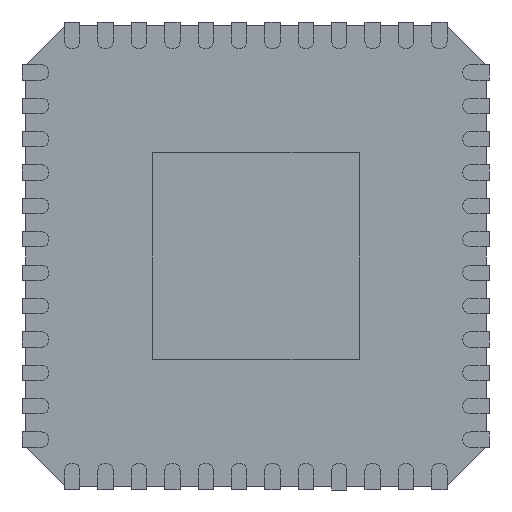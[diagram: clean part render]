
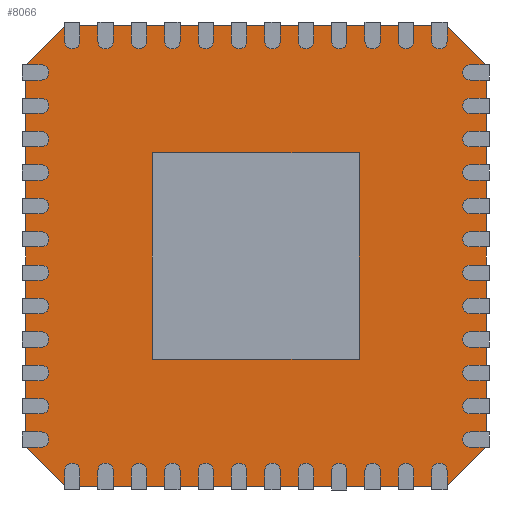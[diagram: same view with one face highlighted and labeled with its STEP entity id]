
A CAD part, front view. The second image highlights one B-rep face of the part: STEP entity #8066.
In plain terms, the highlighted planar face has unit normal (0, -1, 0).
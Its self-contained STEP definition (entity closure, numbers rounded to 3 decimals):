
#32 = CARTESIAN_POINT ( 'NONE',  ( 3.45, 0., -2.85 ) ) ;
#270 = VERTEX_POINT ( 'NONE', #7627 ) ;
#583 = LINE ( 'NONE', #13533, #15898 ) ;
#613 = EDGE_CURVE ( 'NONE', #5131, #2141, #2063, .T. ) ;
#625 = LINE ( 'NONE', #15076, #11999 ) ;
#856 = DIRECTION ( 'NONE',  ( 0.707, 0., -0.707 ) ) ;
#1079 = CARTESIAN_POINT ( 'NONE',  ( -2.85, 0., -3.45 ) ) ;
#1268 = AXIS2_PLACEMENT_3D ( 'NONE', #11063, #2166, #12546 ) ;
#1819 = DIRECTION ( 'NONE',  ( -1., 0., 0. ) ) ;
#1928 = DIRECTION ( 'NONE',  ( 0.707, 0., 0.707 ) ) ;
#2063 = LINE ( 'NONE', #10723, #9959 ) ;
#2141 = VERTEX_POINT ( 'NONE', #9549 ) ;
#2166 = DIRECTION ( 'NONE',  ( 0., 1., 0. ) ) ;
#2597 = VERTEX_POINT ( 'NONE', #6048 ) ;
#3338 = CARTESIAN_POINT ( 'NONE',  ( -3.45, 0., 0. ) ) ;
#4344 = VECTOR ( 'NONE', #12878, 1000. ) ;
#4905 = CARTESIAN_POINT ( 'NONE',  ( 2.85, 0., 3.45 ) ) ;
#4920 = DIRECTION ( 'NONE',  ( -0.707, 0., -0.707 ) ) ;
#4964 = ORIENTED_EDGE ( 'NONE', *, *, #18289, .F. ) ;
#4975 = VECTOR ( 'NONE', #13737, 1000. ) ;
#5131 = VERTEX_POINT ( 'NONE', #16380 ) ;
#5231 = EDGE_CURVE ( 'NONE', #13231, #14410, #16368, .T. ) ;
#5694 = LINE ( 'NONE', #10794, #13135 ) ;
#6001 = VECTOR ( 'NONE', #1928, 1000. ) ;
#6048 = CARTESIAN_POINT ( 'NONE',  ( 3.45, 0., 2.85 ) ) ;
#6694 = ORIENTED_EDGE ( 'NONE', *, *, #8479, .F. ) ;
#7623 = LINE ( 'NONE', #9745, #9024 ) ;
#7627 = CARTESIAN_POINT ( 'NONE',  ( -2.85, 0., 3.45 ) ) ;
#8066 = ADVANCED_FACE ( 'NONE', ( #14800 ), #12408, .F. ) ;
#8479 = EDGE_CURVE ( 'NONE', #8901, #2597, #7623, .T. ) ;
#8901 = VERTEX_POINT ( 'NONE', #4905 ) ;
#9024 = VECTOR ( 'NONE', #856, 1000. ) ;
#9321 = EDGE_CURVE ( 'NONE', #270, #8901, #583, .T. ) ;
#9549 = CARTESIAN_POINT ( 'NONE',  ( -2.85, 0., -3.45 ) ) ;
#9745 = CARTESIAN_POINT ( 'NONE',  ( 2.85, 0., 3.45 ) ) ;
#9956 = ORIENTED_EDGE ( 'NONE', *, *, #5231, .F. ) ;
#9959 = VECTOR ( 'NONE', #1819, 1000. ) ;
#10723 = CARTESIAN_POINT ( 'NONE',  ( 0., 0., -3.45 ) ) ;
#10794 = CARTESIAN_POINT ( 'NONE',  ( 3.45, 0., -2.85 ) ) ;
#10826 = ORIENTED_EDGE ( 'NONE', *, *, #11265, .F. ) ;
#10829 = CARTESIAN_POINT ( 'NONE',  ( -3.45, 0., 2.85 ) ) ;
#11063 = CARTESIAN_POINT ( 'NONE',  ( 0., 0., 0. ) ) ;
#11265 = EDGE_CURVE ( 'NONE', #12140, #5131, #5694, .T. ) ;
#11999 = VECTOR ( 'NONE', #13578, 1000. ) ;
#12030 = DIRECTION ( 'NONE',  ( 1., 0., 0. ) ) ;
#12140 = VERTEX_POINT ( 'NONE', #32 ) ;
#12408 = PLANE ( 'NONE',  #1268 ) ;
#12546 = DIRECTION ( 'NONE',  ( 0., 0., 1. ) ) ;
#12878 = DIRECTION ( 'NONE',  ( -0.707, 0., 0.707 ) ) ;
#13135 = VECTOR ( 'NONE', #4920, 1000. ) ;
#13231 = VERTEX_POINT ( 'NONE', #16552 ) ;
#13533 = CARTESIAN_POINT ( 'NONE',  ( 0., 0., 3.45 ) ) ;
#13578 = DIRECTION ( 'NONE',  ( 0., 0., -1. ) ) ;
#13737 = DIRECTION ( 'NONE',  ( 0., 0., 1. ) ) ;
#13879 = ORIENTED_EDGE ( 'NONE', *, *, #613, .F. ) ;
#13926 = ORIENTED_EDGE ( 'NONE', *, *, #18139, .F. ) ;
#14410 = VERTEX_POINT ( 'NONE', #15974 ) ;
#14800 = FACE_OUTER_BOUND ( 'NONE', #17496, .T. ) ;
#15076 = CARTESIAN_POINT ( 'NONE',  ( 3.45, 0., 0. ) ) ;
#15898 = VECTOR ( 'NONE', #12030, 1000. ) ;
#15974 = CARTESIAN_POINT ( 'NONE',  ( -3.45, 0., 2.85 ) ) ;
#16068 = EDGE_CURVE ( 'NONE', #2597, #12140, #625, .T. ) ;
#16189 = LINE ( 'NONE', #1079, #4344 ) ;
#16368 = LINE ( 'NONE', #3338, #4975 ) ;
#16380 = CARTESIAN_POINT ( 'NONE',  ( 2.85, 0., -3.45 ) ) ;
#16552 = CARTESIAN_POINT ( 'NONE',  ( -3.45, 0., -2.85 ) ) ;
#17361 = LINE ( 'NONE', #10829, #6001 ) ;
#17496 = EDGE_LOOP ( 'NONE', ( #4964, #13879, #10826, #17508, #6694, #18961, #13926, #9956 ) ) ;
#17508 = ORIENTED_EDGE ( 'NONE', *, *, #16068, .F. ) ;
#18139 = EDGE_CURVE ( 'NONE', #14410, #270, #17361, .T. ) ;
#18289 = EDGE_CURVE ( 'NONE', #2141, #13231, #16189, .T. ) ;
#18961 = ORIENTED_EDGE ( 'NONE', *, *, #9321, .F. ) ;
